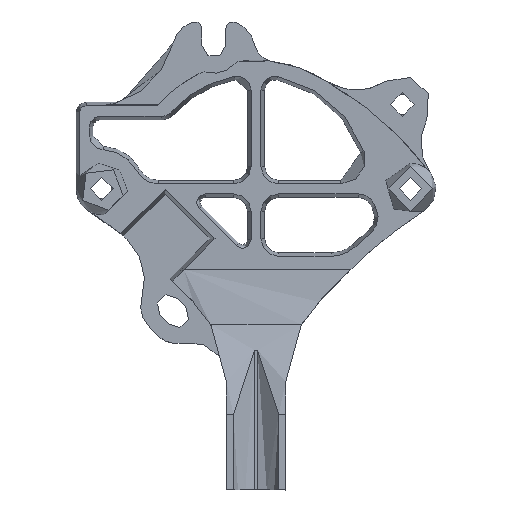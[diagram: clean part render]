
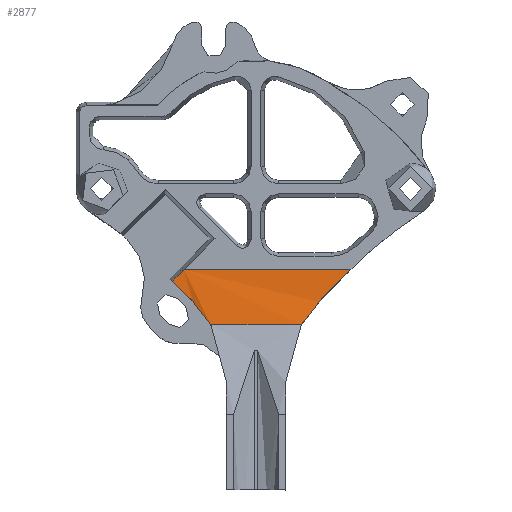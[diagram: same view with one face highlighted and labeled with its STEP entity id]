
A CAD part, top view. The second image highlights one B-rep face of the part: STEP entity #2877.
In plain terms, the highlighted cylindrical face has radius 30 mm (diameter 60 mm), a partial arc.
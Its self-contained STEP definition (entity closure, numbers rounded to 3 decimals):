
#52=ELLIPSE('',#3171,43.754,30.);
#124=B_SPLINE_CURVE_WITH_KNOTS('',3,(#4318,#4319,#4320,#4321),
 .UNSPECIFIED.,.F.,.F.,(4,4),(0.002,0.006),
 .UNSPECIFIED.);
#126=B_SPLINE_CURVE_WITH_KNOTS('',3,(#4679,#4680,#4681,#4682),
 .UNSPECIFIED.,.F.,.F.,(4,4),(0.,0.004),
 .UNSPECIFIED.);
#127=B_SPLINE_CURVE_WITH_KNOTS('',3,(#4686,#4687,#4688,#4689),
 .UNSPECIFIED.,.F.,.F.,(4,4),(0.042,0.046),
 .UNSPECIFIED.);
#128=B_SPLINE_CURVE_WITH_KNOTS('',3,(#4691,#4692,#4693,#4694),
 .UNSPECIFIED.,.F.,.F.,(4,4),(0.054,0.06),
 .UNSPECIFIED.);
#129=B_SPLINE_CURVE_WITH_KNOTS('',3,(#4697,#4698,#4699,#4700),
 .UNSPECIFIED.,.F.,.F.,(4,4),(0.,0.002),.UNSPECIFIED.);
#530=ORIENTED_EDGE('',*,*,#1390,.T.);
#531=ORIENTED_EDGE('',*,*,#1213,.F.);
#532=ORIENTED_EDGE('',*,*,#1391,.F.);
#533=ORIENTED_EDGE('',*,*,#1392,.T.);
#534=ORIENTED_EDGE('',*,*,#1393,.T.);
#535=ORIENTED_EDGE('',*,*,#1372,.T.);
#536=ORIENTED_EDGE('',*,*,#1394,.T.);
#537=ORIENTED_EDGE('',*,*,#1395,.F.);
#1213=EDGE_CURVE('',#1654,#1655,#124,.T.);
#1372=EDGE_CURVE('',#1804,#1803,#1995,.T.);
#1390=EDGE_CURVE('',#1817,#1655,#126,.T.);
#1391=EDGE_CURVE('',#1818,#1654,#2003,.T.);
#1392=EDGE_CURVE('',#1818,#1819,#127,.T.);
#1393=EDGE_CURVE('',#1819,#1804,#128,.F.);
#1394=EDGE_CURVE('',#1803,#1820,#52,.T.);
#1395=EDGE_CURVE('',#1817,#1820,#129,.T.);
#1654=VERTEX_POINT('',#4317);
#1655=VERTEX_POINT('',#4322);
#1803=VERTEX_POINT('',#4638);
#1804=VERTEX_POINT('',#4640);
#1817=VERTEX_POINT('',#4683);
#1818=VERTEX_POINT('',#4685);
#1819=VERTEX_POINT('',#4690);
#1820=VERTEX_POINT('',#4696);
#1995=LINE('',#4639,#2224);
#2003=LINE('',#4684,#2232);
#2224=VECTOR('',#3670,1000.);
#2232=VECTOR('',#3708,1000.);
#2424=EDGE_LOOP('',(#530,#531,#532,#533,#534,#535,#536,#537));
#2624=FACE_BOUND('',#2424,.T.);
#2801=CYLINDRICAL_SURFACE('',#3170,30.);
#2877=ADVANCED_FACE('',(#2624),#2801,.F.);
#3170=AXIS2_PLACEMENT_3D('',#4678,#3706,#3707);
#3171=AXIS2_PLACEMENT_3D('',#4695,#3709,#3710);
#3670=DIRECTION('',(-1.,0.,0.));
#3706=DIRECTION('',(1.,0.,0.));
#3707=DIRECTION('',(0.,1.,0.));
#3708=DIRECTION('',(-1.,0.,0.));
#3709=DIRECTION('',(-0.686,0.686,0.242));
#3710=DIRECTION('',(0.728,0.646,0.228));
#4317=CARTESIAN_POINT('',(-6.442,-19.357,6.034));
#4318=CARTESIAN_POINT('',(-6.442,-19.357,6.034));
#4319=CARTESIAN_POINT('',(-7.123,-18.203,5.723));
#4320=CARTESIAN_POINT('',(-7.966,-17.109,5.503));
#4321=CARTESIAN_POINT('',(-8.951,-16.133,5.352));
#4322=CARTESIAN_POINT('',(-8.951,-16.133,5.352));
#4638=CARTESIAN_POINT('',(-10.234,-11.549,5.));
#4639=CARTESIAN_POINT('',(-0.615,-11.549,5.));
#4640=CARTESIAN_POINT('',(13.42,-11.549,5.));
#4678=CARTESIAN_POINT('',(-0.615,-11.549,35.));
#4679=CARTESIAN_POINT('',(-11.864,-13.179,5.044));
#4680=CARTESIAN_POINT('',(-10.901,-14.177,5.099));
#4681=CARTESIAN_POINT('',(-9.93,-15.161,5.202));
#4682=CARTESIAN_POINT('',(-8.951,-16.133,5.352));
#4683=CARTESIAN_POINT('',(-11.864,-13.179,5.044));
#4684=CARTESIAN_POINT('',(16.721,-19.357,6.034));
#4685=CARTESIAN_POINT('',(6.443,-19.357,6.034));
#4686=CARTESIAN_POINT('',(6.443,-19.357,6.034));
#4687=CARTESIAN_POINT('',(7.125,-18.202,5.723));
#4688=CARTESIAN_POINT('',(7.979,-17.098,5.501));
#4689=CARTESIAN_POINT('',(8.952,-16.133,5.352));
#4690=CARTESIAN_POINT('',(8.952,-16.133,5.352));
#4691=CARTESIAN_POINT('',(13.42,-11.549,5.));
#4692=CARTESIAN_POINT('',(11.952,-13.106,5.));
#4693=CARTESIAN_POINT('',(10.463,-14.634,5.12));
#4694=CARTESIAN_POINT('',(8.952,-16.133,5.352));
#4695=CARTESIAN_POINT('',(0.375,-11.549,35.));
#4696=CARTESIAN_POINT('',(-10.588,-11.903,5.002));
#4697=CARTESIAN_POINT('',(-11.864,-13.179,5.044));
#4698=CARTESIAN_POINT('',(-11.439,-12.754,5.021));
#4699=CARTESIAN_POINT('',(-11.013,-12.328,5.007));
#4700=CARTESIAN_POINT('',(-10.588,-11.903,5.002));
